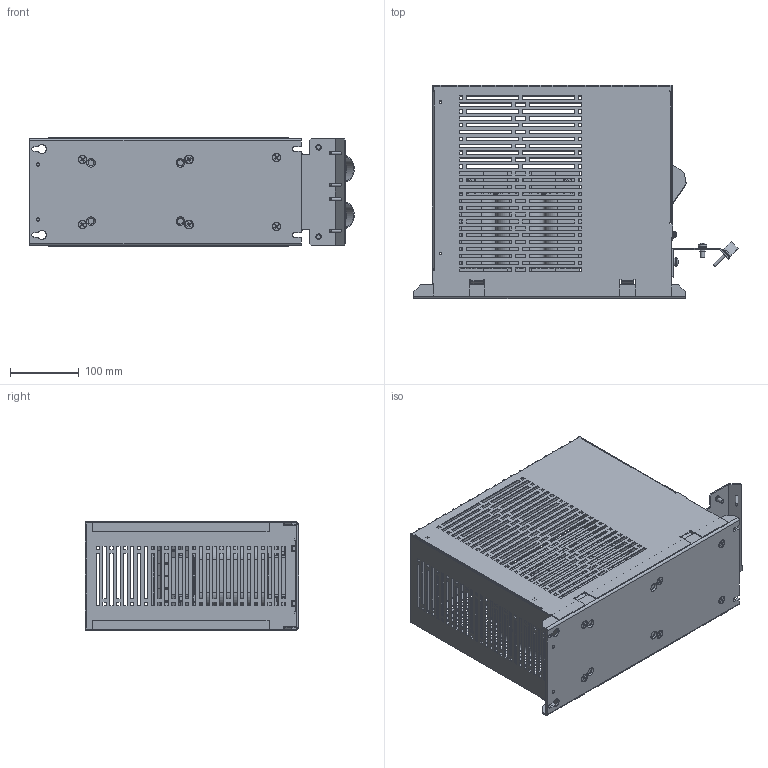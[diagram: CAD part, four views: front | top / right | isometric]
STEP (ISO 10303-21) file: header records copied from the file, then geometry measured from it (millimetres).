
FILE_DESCRIPTION (( 'STEP AP214' ), '1' );
FILE_NAME ('130B2842.STEP', '2015-02-12T13:47:53', ( 'EDV' ), ( 'Microsoft' ), 'SwSTEP 2.0', 'SolidWorks 2014', '' );
FILE_SCHEMA (( 'AUTOMOTIVE_DESIGN' ));
Length unit declared in the file: millimetre
Products named in the file (29): countersunk flat head cross recess screw_din_ISO 7046-1 - M4 x 8 - Z --- 8N; plain washer large_din_Washer DIN 9021 - 6.4; plain washer grade a_din_Washer DIN 125 - A 6.4; Verguss; hex nut gradec_din_Hexagon Nut ISO 4034 - M6 - N; WDU 50N beige +2210-0081; +1095-0157; Wickel 3UI 105_55; #140-0132; UI105-55oD; 091104 Haube 80_105A v2; hex nut style 2 gradeab_din_Hexagon Nut ISO 4033 - M5 - D - N; #060-0425; plain washer grade a_din_Washer DIN 125 - A 5.3; #050-0916; #040-1231; curved spring lock washer_din_Spring washer DIN 128 - A6; #020-1796; pan head cross recess screw_din_ISO 7045 - M6 x 16 - Z --- 16N; #040-0193; pan head cross collar screw_din_DIN 967 - M4 x 25 - Z --- 23.6N; TS35x110; M6x65-DIN84; #050-0918; M6x70-DIN84; curved spring lock washer_din_Spring washer DIN 128 - A5; 130B2842; pan head cross recess screw_din_ISO 7045 - M5 x 10 - Z --- 10N; countersunk flat head cross recess screw_din_ISO 7046-1 - M6 x 8 - Z --- 8N
Assembly tree (89 placements, depth 2):
  130B2842
    #050-0918
    TS35x110
    #040-0193  x6
    #020-1796
    #040-1231  x2
    #050-0916
    #060-0425
    091104 Haube 80_105A v2
    #140-0132
    +1095-0157  x2
    hex nut gradec_din_Hexagon Nut ISO 4034 - M6 - N  x6
    plain washer grade a_din_Washer DIN 125 - A 6.4  x10
    plain washer large_din_Washer DIN 9021 - 6.4  x6
    countersunk flat head cross recess screw_din_ISO 7046-1 - M4 x 8 - Z --- 8N
    countersunk flat head cross recess screw_din_ISO 7046-1 - M6 x 8 - Z --- 8N  x6
    pan head cross recess screw_din_ISO 7045 - M5 x 10 - Z --- 10N  x4
    curved spring lock washer_din_Spring washer DIN 128 - A5  x4
    M6x70-DIN84  x3
    M6x65-DIN84  x3
    pan head cross collar screw_din_DIN 967 - M4 x 25 - Z --- 23.6N  x4
    pan head cross recess screw_din_ISO 7045 - M6 x 16 - Z --- 16N  x4
    curved spring lock washer_din_Spring washer DIN 128 - A6  x4
    plain washer grade a_din_Washer DIN 125 - A 5.3  x2
    hex nut style 2 gradeab_din_Hexagon Nut ISO 4033 - M5 - D - N  x2
    UI105-55oD  x3
    Wickel 3UI 105_55  x3
    WDU 50N beige +2210-0081  x6
    Verguss
Bounding box: 471.8 x 310 x 158 mm (x, y, z)
Volume: 3844033.2 mm3; surface area: 1684938.4 mm2
Topology: 97 solids, 97 shells, 6242 faces, 16717 edges, 10675 vertices
Faces by surface type: plane 4937, cylinder 902, cone 219, bspline 117, torus 55, sphere 12
Full cylindrical faces by diameter (mm): 3 x24, 3.7 x4, 4 x6, 4.2 x2, 4.318 x1, 5 x24, 5.3 x2, 5.5 x10, 6 x36, 6.4 x16, 6.95 x4, 7 x4, 7.15 x4, 8 x12, 8.4 x1, 8.5 x28, 9.5 x4, 10 x12, 11.3 x6, 12 x14, 18 x6
Entity records: 121031 total; most frequent: CARTESIAN_POINT 27472, ORIENTED_EDGE 19244, DIRECTION 17506, EDGE_CURVE 9622, LINE 8216, VECTOR 8216, VERTEX_POINT 6191, AXIS2_PLACEMENT_3D 4645
